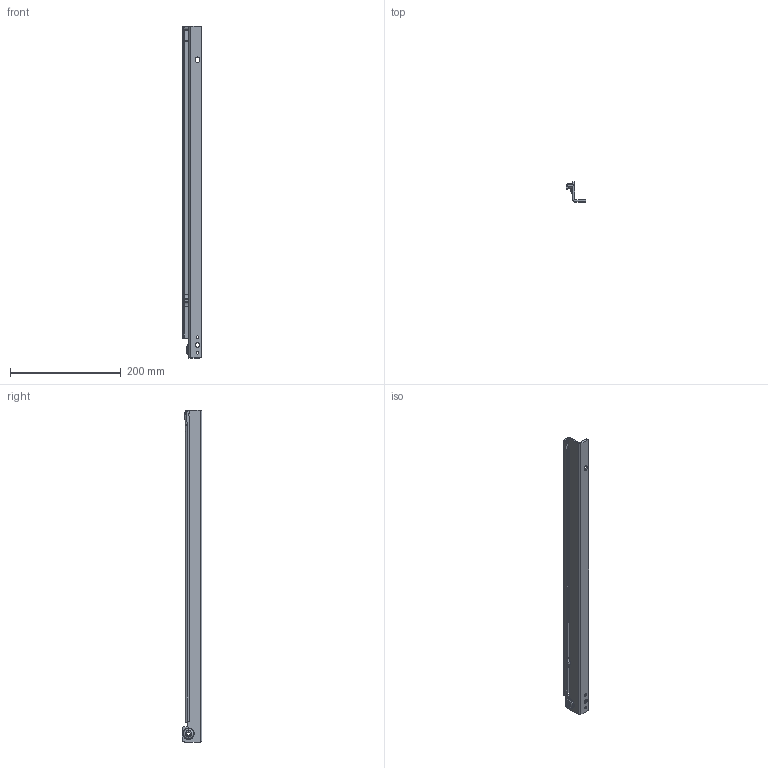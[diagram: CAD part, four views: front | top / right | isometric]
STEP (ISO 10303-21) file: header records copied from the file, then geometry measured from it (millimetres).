
FILE_DESCRIPTION (( 'STEP AP214' ), '1' );
FILE_NAME ('215.600-GA.U004_closed.STEP', '2023-02-28T14:21:08', ( '' ), ( '' ), 'SwSTEP 2.0', 'SolidWorks 2020', '' );
FILE_SCHEMA (( 'AUTOMOTIVE_DESIGN' ));
Length unit declared in the file: millimetre
Products named in the file (1): 215.600-GA.U004_closed
Bounding box: 35.09 x 36.11 x 600 mm (x, y, z)
Volume: 114995.1 mm3; surface area: 81175.2 mm2
Topology: 1 solids, 1 shells, 136 faces, 342 edges, 206 vertices
Faces by surface type: plane 56, cylinder 55, torus 20, cone 4, bspline 1
Entity records: 4180 total; most frequent: CARTESIAN_POINT 778, DIRECTION 756, ORIENTED_EDGE 684, EDGE_CURVE 342, AXIS2_PLACEMENT_3D 286, VERTEX_POINT 206, VECTOR 184, LINE 184
